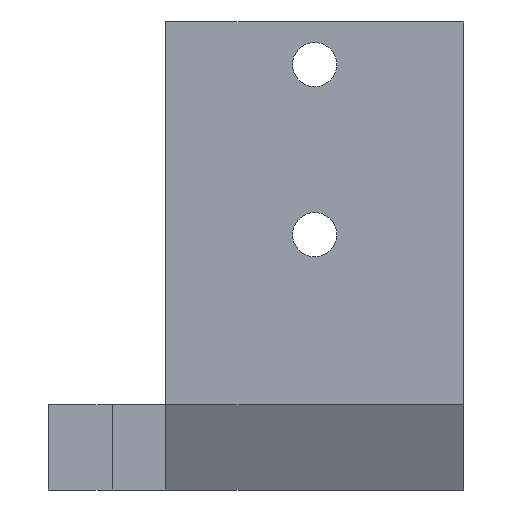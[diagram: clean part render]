
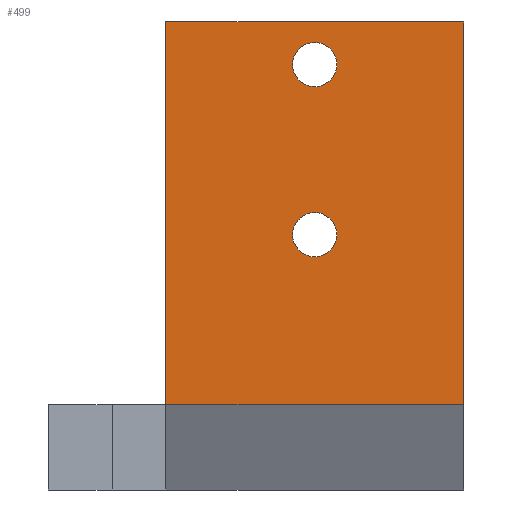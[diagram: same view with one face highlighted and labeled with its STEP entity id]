
A CAD part, left-side view. The second image highlights one B-rep face of the part: STEP entity #499.
In plain terms, the highlighted planar face has unit normal (-1, 0, 0).
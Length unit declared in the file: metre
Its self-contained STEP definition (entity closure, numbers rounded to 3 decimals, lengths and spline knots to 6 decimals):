
#28=CIRCLE('',#549,0.0026);
#29=CIRCLE('',#550,0.0026);
#128=ORIENTED_EDGE('',*,*,#217,.F.);
#129=ORIENTED_EDGE('',*,*,#218,.F.);
#130=ORIENTED_EDGE('',*,*,#196,.T.);
#131=ORIENTED_EDGE('',*,*,#216,.F.);
#132=ORIENTED_EDGE('',*,*,#219,.F.);
#133=ORIENTED_EDGE('',*,*,#220,.T.);
#196=EDGE_CURVE('',#244,#251,#302,.T.);
#216=EDGE_CURVE('',#264,#251,#316,.T.);
#217=EDGE_CURVE('',#265,#265,#28,.T.);
#218=EDGE_CURVE('',#266,#266,#29,.T.);
#219=EDGE_CURVE('',#267,#264,#317,.T.);
#220=EDGE_CURVE('',#267,#244,#318,.T.);
#244=VERTEX_POINT('',#753);
#251=VERTEX_POINT('',#767);
#264=VERTEX_POINT('',#807);
#265=VERTEX_POINT('',#811);
#266=VERTEX_POINT('',#813);
#267=VERTEX_POINT('',#815);
#302=LINE('',#768,#354);
#316=LINE('',#808,#368);
#317=LINE('',#814,#369);
#318=LINE('',#816,#370);
#354=VECTOR('',#625,1.);
#368=VECTOR('',#665,1.);
#369=VECTOR('',#672,1.);
#370=VECTOR('',#673,1.);
#403=EDGE_LOOP('',(#128));
#404=EDGE_LOOP('',(#129));
#405=EDGE_LOOP('',(#130,#131,#132,#133));
#447=FACE_BOUND('',#403,.T.);
#448=FACE_BOUND('',#404,.T.);
#449=FACE_BOUND('',#405,.T.);
#477=PLANE('',#548);
#499=ADVANCED_FACE('',(#447,#448,#449),#477,.F.);
#548=AXIS2_PLACEMENT_3D('',#809,#666,#667);
#549=AXIS2_PLACEMENT_3D('',#810,#668,#669);
#550=AXIS2_PLACEMENT_3D('',#812,#670,#671);
#625=DIRECTION('',(0.,0.,1.));
#665=DIRECTION('',(0.,-1.,0.));
#666=DIRECTION('',(1.,0.,0.));
#667=DIRECTION('',(0.,0.,-1.));
#668=DIRECTION('',(-1.,0.,0.));
#669=DIRECTION('',(0.,0.,1.));
#670=DIRECTION('',(-1.,0.,0.));
#671=DIRECTION('',(0.,0.,1.));
#672=DIRECTION('',(0.,0.,1.));
#673=DIRECTION('',(0.,-1.,0.));
#753=CARTESIAN_POINT('',(-0.0625,-0.0488,0.005));
#767=CARTESIAN_POINT('',(-0.0625,-0.0488,0.05));
#768=CARTESIAN_POINT('',(-0.0625,-0.0488,0.0275));
#807=CARTESIAN_POINT('',(-0.0625,-0.0138,0.05));
#808=CARTESIAN_POINT('',(-0.0625,-0.0138,0.05));
#809=CARTESIAN_POINT('',(-0.0625,-0.0138,0.0275));
#810=CARTESIAN_POINT('',(-0.0625,-0.0313,0.045));
#811=CARTESIAN_POINT('',(-0.0625,-0.0313,0.0476));
#812=CARTESIAN_POINT('',(-0.0625,-0.0313,0.025));
#813=CARTESIAN_POINT('',(-0.0625,-0.0313,0.0276));
#814=CARTESIAN_POINT('',(-0.0625,-0.0138,0.0275));
#815=CARTESIAN_POINT('',(-0.0625,-0.0138,0.005));
#816=CARTESIAN_POINT('',(-0.0625,-0.0138,0.005));
